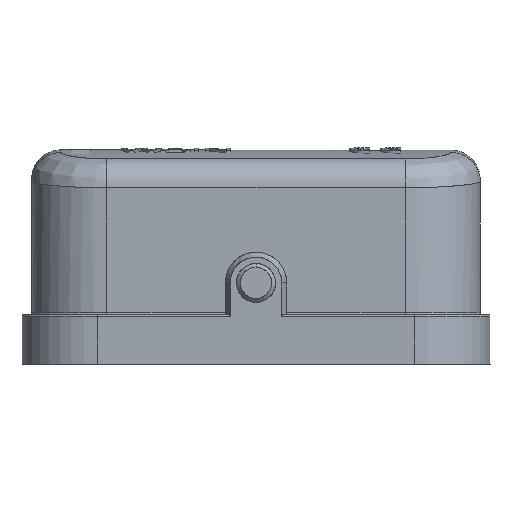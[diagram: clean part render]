
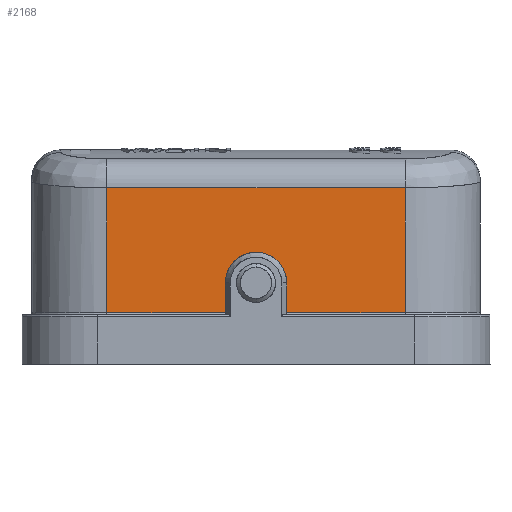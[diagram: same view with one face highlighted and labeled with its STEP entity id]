
A CAD part, front view. The second image highlights one B-rep face of the part: STEP entity #2168.
In plain terms, the highlighted planar face has unit normal (0, -1, 0).
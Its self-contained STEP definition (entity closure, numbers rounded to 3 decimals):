
#190=FACE_OUTER_BOUND('',#2505,.T.);
#2168=ADVANCED_FACE('',(#190),#2394,.T.);
#2394=PLANE('',#6774);
#2505=EDGE_LOOP('',(#3038,#3039,#3040,#3041,#3042,#3043,#3044,#3045));
#2754=B_SPLINE_CURVE_WITH_KNOTS('',3,(#8862,#8863,#8864,#8865,#8866,#8867,
#8868,#8869,#8870,#8871,#8872,#8873,#8874,#8875,#8876,#8877,#8878),
 .UNSPECIFIED.,.F.,.F.,(4,1,1,1,1,1,1,1,1,1,1,1,1,1,4),(0.,0.071,
0.143,0.214,0.286,0.357,0.429,
0.5,0.571,0.643,0.714,0.786,0.857,
0.929,1.),.UNSPECIFIED.);
#3038=ORIENTED_EDGE('',*,*,#5042,.T.);
#3039=ORIENTED_EDGE('',*,*,#5043,.T.);
#3040=ORIENTED_EDGE('',*,*,#5044,.T.);
#3041=ORIENTED_EDGE('',*,*,#5045,.T.);
#3042=ORIENTED_EDGE('',*,*,#5046,.T.);
#3043=ORIENTED_EDGE('',*,*,#5047,.T.);
#3044=ORIENTED_EDGE('',*,*,#5048,.T.);
#3045=ORIENTED_EDGE('',*,*,#5049,.T.);
#4154=VERTEX_POINT('',#8879);
#4155=VERTEX_POINT('',#8880);
#4156=VERTEX_POINT('',#8882);
#4157=VERTEX_POINT('',#8884);
#4158=VERTEX_POINT('',#8886);
#4159=VERTEX_POINT('',#8888);
#4160=VERTEX_POINT('',#8890);
#4161=VERTEX_POINT('',#8892);
#5042=EDGE_CURVE('',#4154,#4155,#2754,.T.);
#5043=EDGE_CURVE('',#4155,#4156,#5967,.T.);
#5044=EDGE_CURVE('',#4156,#4157,#5968,.T.);
#5045=EDGE_CURVE('',#4157,#4158,#5969,.T.);
#5046=EDGE_CURVE('',#4158,#4159,#5970,.T.);
#5047=EDGE_CURVE('',#4159,#4160,#5971,.T.);
#5048=EDGE_CURVE('',#4160,#4161,#5972,.T.);
#5049=EDGE_CURVE('',#4161,#4154,#5973,.T.);
#5967=LINE('',#8881,#6374);
#5968=LINE('',#8883,#6375);
#5969=LINE('',#8885,#6376);
#5970=LINE('',#8887,#6377);
#5971=LINE('',#8889,#6378);
#5972=LINE('',#8891,#6379);
#5973=LINE('',#8893,#6380);
#6374=VECTOR('',#7298,1.);
#6375=VECTOR('',#7299,1.);
#6376=VECTOR('',#7300,1.);
#6377=VECTOR('',#7301,1.);
#6378=VECTOR('',#7302,1.);
#6379=VECTOR('',#7303,1.);
#6380=VECTOR('',#7304,1.);
#6774=AXIS2_PLACEMENT_3D('',#8894,#7305,#7306);
#7298=DIRECTION('',(0.,0.,-1.));
#7299=DIRECTION('',(1.,0.,0.));
#7300=DIRECTION('',(0.,0.,1.));
#7301=DIRECTION('',(-1.,0.,0.));
#7302=DIRECTION('',(0.,0.,-1.));
#7303=DIRECTION('',(1.,0.,0.));
#7304=DIRECTION('',(0.,0.,1.));
#7305=DIRECTION('',(0.,-1.,0.));
#7306=DIRECTION('',(1.,0.,0.));
#8862=CARTESIAN_POINT('',(13.15,1.,8.35));
#8863=CARTESIAN_POINT('',(13.15,1.,8.588));
#8864=CARTESIAN_POINT('',(13.202,1.,9.054));
#8865=CARTESIAN_POINT('',(13.442,1.,9.739));
#8866=CARTESIAN_POINT('',(13.831,1.,10.35));
#8867=CARTESIAN_POINT('',(14.337,1.,10.847));
#8868=CARTESIAN_POINT('',(14.936,1.,11.219));
#8869=CARTESIAN_POINT('',(15.616,1.,11.452));
#8870=CARTESIAN_POINT('',(16.314,1.,11.526));
#8871=CARTESIAN_POINT('',(17.013,1.,11.445));
#8872=CARTESIAN_POINT('',(17.685,1.,11.209));
#8873=CARTESIAN_POINT('',(18.286,1.,10.828));
#8874=CARTESIAN_POINT('',(18.781,1.,10.333));
#8875=CARTESIAN_POINT('',(19.162,1.,9.73));
#8876=CARTESIAN_POINT('',(19.398,1.,9.052));
#8877=CARTESIAN_POINT('',(19.45,1.,8.588));
#8878=CARTESIAN_POINT('',(19.45,1.,8.35));
#8879=CARTESIAN_POINT('',(13.15,1.,8.35));
#8880=CARTESIAN_POINT('',(19.45,1.,8.35));
#8881=CARTESIAN_POINT('',(19.45,1.,5.3));
#8882=CARTESIAN_POINT('',(19.45,1.,5.3));
#8883=CARTESIAN_POINT('',(31.6,1.,5.3));
#8884=CARTESIAN_POINT('',(31.6,1.,5.3));
#8885=CARTESIAN_POINT('',(31.6,1.,18.112));
#8886=CARTESIAN_POINT('',(31.6,1.,18.112));
#8887=CARTESIAN_POINT('',(1.,1.,18.112));
#8888=CARTESIAN_POINT('',(1.,1.,18.112));
#8889=CARTESIAN_POINT('',(1.,1.,5.3));
#8890=CARTESIAN_POINT('',(1.,1.,5.3));
#8891=CARTESIAN_POINT('',(13.15,1.,5.3));
#8892=CARTESIAN_POINT('',(13.15,1.,5.3));
#8893=CARTESIAN_POINT('',(13.15,1.,8.35));
#8894=CARTESIAN_POINT('',(16.3,1.,11.706));
